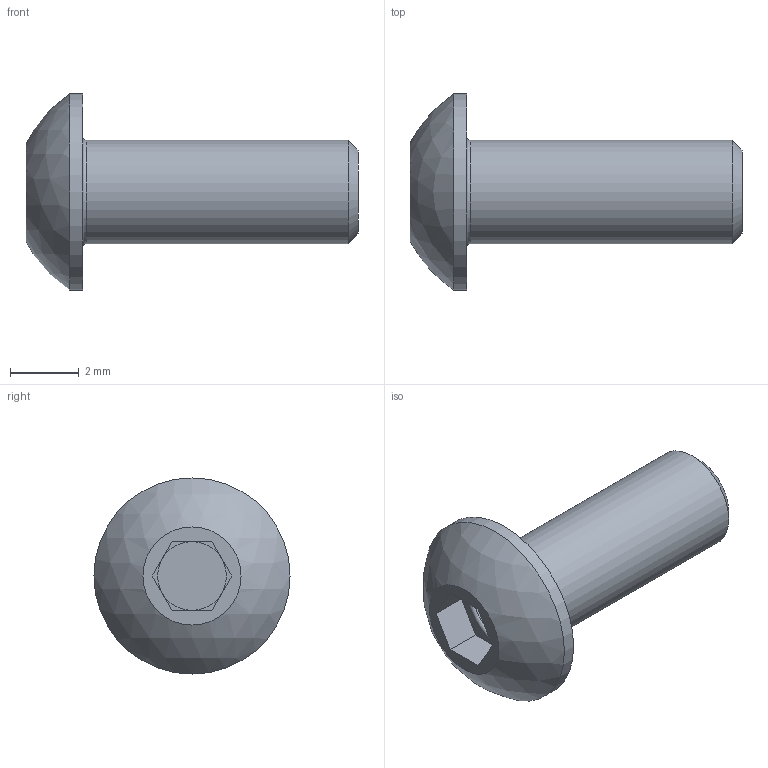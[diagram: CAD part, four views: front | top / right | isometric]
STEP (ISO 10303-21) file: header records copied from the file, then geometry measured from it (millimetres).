
FILE_DESCRIPTION(/* description */ (''),/* implementation_level */ '2;1');
FILE_NAME(/* name */ 'socket button head screw_iso_ISO 7380 - M3 x 8 - 8N.step',/* time_stamp */ '2025-12-04T23:58:00+01:00',/* author */ (''),/* organization */ (''),/* preprocessor_version */ 'ST-DEVELOPER v20.1',/* originating_system */ 'Autodesk Translation Framework v14.17.0.0',/* authorisation */ '');
FILE_SCHEMA (('AUTOMOTIVE_DESIGN { 1 0 10303 214 3 1 1 }'));
Length unit declared in the file: millimetre
Products named in the file (1): socket button head screw_iso_ISO 7380 - M3 x 8 - 8N
Bounding box: 9.65 x 5.7 x 5.7 mm (x, y, z)
Volume: 83 mm3; surface area: 146.5 mm2
Topology: 1 solids, 1 shells, 21 faces, 43 edges, 26 vertices
Faces by surface type: plane 15, cone 2, cylinder 2, torus 1, sphere 1
Full cylindrical faces by diameter (mm): 3 x1, 5.7 x1
Entity records: 582 total; most frequent: DIRECTION 100, CARTESIAN_POINT 90, ORIENTED_EDGE 84, EDGE_CURVE 42, AXIS2_PLACEMENT_3D 36, LINE 28, VECTOR 28, VERTEX_POINT 26
